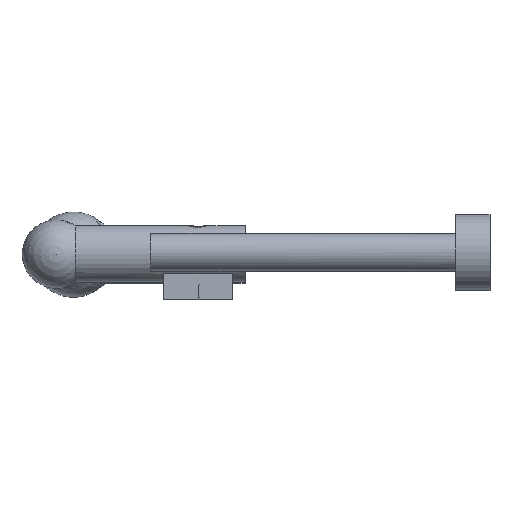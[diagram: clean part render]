
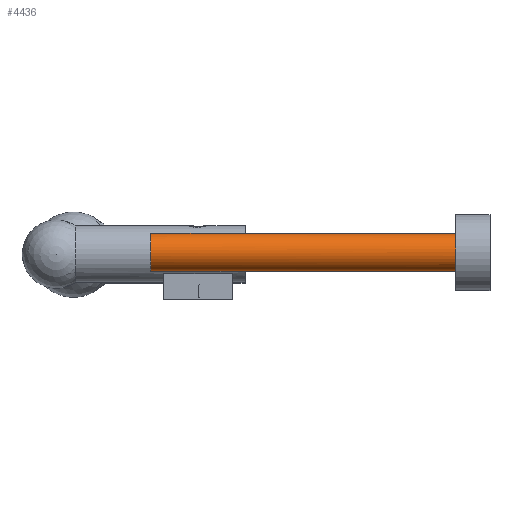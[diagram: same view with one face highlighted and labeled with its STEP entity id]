
A CAD part, top view. The second image highlights one B-rep face of the part: STEP entity #4436.
In plain terms, the highlighted cylindrical face has radius 2.794 mm (diameter 5.588 mm), a full revolution.
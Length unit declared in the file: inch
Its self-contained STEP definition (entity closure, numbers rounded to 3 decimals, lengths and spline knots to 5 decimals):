
#515=CYLINDRICAL_SURFACE('',#4773,0.11);
#616=CIRCLE('',#4770,0.11);
#617=CIRCLE('',#4774,0.11);
#618=CIRCLE('',#4775,0.11);
#619=CIRCLE('',#4776,0.11);
#744=FACE_OUTER_BOUND('',#1017,.T.);
#1017=EDGE_LOOP('',(#2999,#3000,#3001,#3002,#3003,#3004,#3005,#3006));
#1313=LINE('',#6160,#1544);
#1321=LINE('',#6178,#1552);
#1323=LINE('',#6184,#1554);
#1544=VECTOR('',#5196,0.3937);
#1552=VECTOR('',#5212,0.3937);
#1554=VECTOR('',#5218,0.11);
#1775=VERTEX_POINT('',#6158);
#1776=VERTEX_POINT('',#6159);
#1779=VERTEX_POINT('',#6167);
#1782=VERTEX_POINT('',#6177);
#1783=VERTEX_POINT('',#6181);
#1784=VERTEX_POINT('',#6183);
#2244=EDGE_CURVE('',#1775,#1776,#1313,.T.);
#2248=EDGE_CURVE('',#1776,#1779,#616,.T.);
#2253=EDGE_CURVE('',#1779,#1782,#1321,.T.);
#2255=EDGE_CURVE('',#1783,#1782,#617,.T.);
#2256=EDGE_CURVE('',#1783,#1784,#1323,.T.);
#2257=EDGE_CURVE('',#1784,#1784,#618,.T.);
#2258=EDGE_CURVE('',#1775,#1783,#619,.T.);
#2999=ORIENTED_EDGE('',*,*,#2244,.T.);
#3000=ORIENTED_EDGE('',*,*,#2248,.T.);
#3001=ORIENTED_EDGE('',*,*,#2253,.T.);
#3002=ORIENTED_EDGE('',*,*,#2255,.F.);
#3003=ORIENTED_EDGE('',*,*,#2256,.T.);
#3004=ORIENTED_EDGE('',*,*,#2257,.F.);
#3005=ORIENTED_EDGE('',*,*,#2256,.F.);
#3006=ORIENTED_EDGE('',*,*,#2258,.F.);
#4436=ADVANCED_FACE('',(#744),#515,.T.);
#4770=AXIS2_PLACEMENT_3D('',#6168,#5202,#5203);
#4773=AXIS2_PLACEMENT_3D('',#6180,#5214,#5215);
#4774=AXIS2_PLACEMENT_3D('',#6182,#5216,#5217);
#4775=AXIS2_PLACEMENT_3D('',#6185,#5219,#5220);
#4776=AXIS2_PLACEMENT_3D('',#6186,#5221,#5222);
#5196=DIRECTION('',(1.,0.,0.));
#5202=DIRECTION('center_axis',(1.,0.,0.));
#5203=DIRECTION('ref_axis',(0.,0.,1.));
#5212=DIRECTION('',(-1.,0.,0.));
#5214=DIRECTION('center_axis',(-1.,0.,0.));
#5215=DIRECTION('ref_axis',(0.,0.,1.));
#5216=DIRECTION('center_axis',(-1.,0.,0.));
#5217=DIRECTION('ref_axis',(0.,0.,1.));
#5218=DIRECTION('',(1.,0.,0.));
#5219=DIRECTION('center_axis',(1.,0.,0.));
#5220=DIRECTION('ref_axis',(0.,0.,1.));
#5221=DIRECTION('center_axis',(-1.,0.,0.));
#5222=DIRECTION('ref_axis',(0.,0.,1.));
#6158=CARTESIAN_POINT('',(2.925,1.32613,8.13));
#6159=CARTESIAN_POINT('',(3.475,1.32613,8.13));
#6160=CARTESIAN_POINT('',(4.7,1.32613,8.13));
#6167=CARTESIAN_POINT('',(3.475,1.32669,8.15));
#6168=CARTESIAN_POINT('Origin',(3.475,1.21691,8.1431));
#6177=CARTESIAN_POINT('',(2.925,1.32669,8.15));
#6178=CARTESIAN_POINT('',(4.7,1.32669,8.15));
#6180=CARTESIAN_POINT('Origin',(4.7,1.21691,8.1431));
#6181=CARTESIAN_POINT('',(2.925,1.21691,8.0331));
#6182=CARTESIAN_POINT('Origin',(2.925,1.21691,8.1431));
#6183=CARTESIAN_POINT('',(4.7,1.21691,8.0331));
#6184=CARTESIAN_POINT('',(4.7,1.21691,8.0331));
#6185=CARTESIAN_POINT('Origin',(4.7,1.21691,8.1431));
#6186=CARTESIAN_POINT('Origin',(2.925,1.21691,8.1431));
